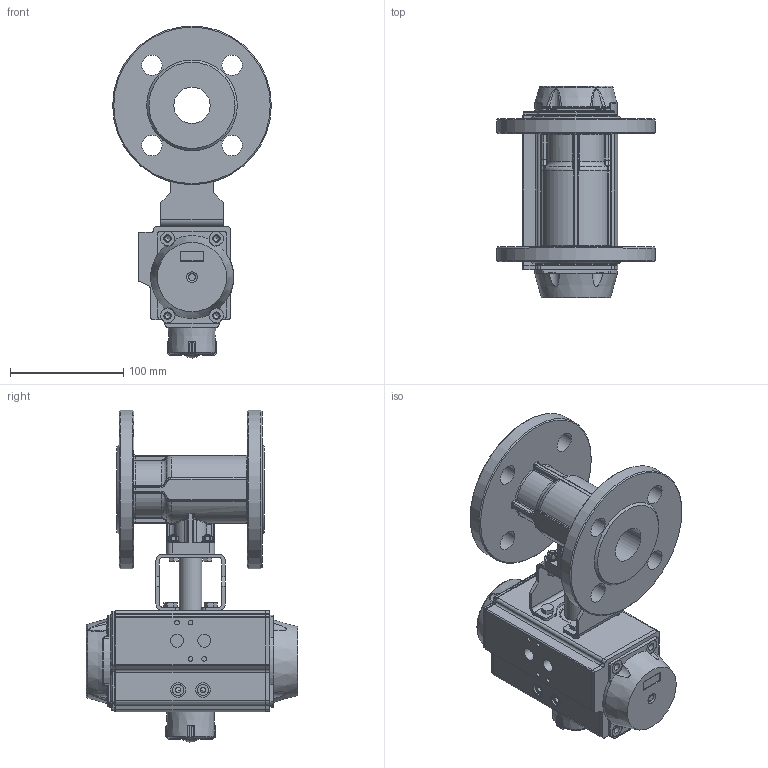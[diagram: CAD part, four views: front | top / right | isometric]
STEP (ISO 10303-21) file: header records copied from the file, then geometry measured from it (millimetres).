
FILE_DESCRIPTION(/* description */ ('Unknown'),/* implementation_level */ '2;1');
FILE_NAME(/* name */ 'PD030909-07',/* time_stamp */ '2025-02-06T09:21:57+01:00',/* author */ ('Unknown'),/* organization */ ('Unknown'),/* preprocessor_version */ 'ST-DEVELOPER v19.4',/* originating_system */ 'Solid Edge',/* authorisation */ 'Unknown');
FILE_SCHEMA (('AUTOMOTIVE_DESIGN {1 0 10303 214 3 1 1}'));
Products named in the file (18): PD030909-07; 49899006_Brücke F05-F04 Höhe 50; 4.150_160.032; 49860203_Spindeladapter Edelstahl_SW14x14x15_Tasche 9x9x12_BL 66_ø20; DIN558 M5x20; PD03_PE02; vt65-2016-06-25; Optische Anzeige; ______; ________(___________; cup head nib bolts with large head gb_GB_FASTENER_BOLT_CHNBW M6X25-N; ____65______ ______; VT65_____________MIR; zhou65; VTE65____; DIN558_M_6x16.1.3; DIN125-5_3.1.3; DIN934_M5
Assembly tree (33 placements, depth 4):
  PD030909-07
    49899006_Brücke F05-F04 Höhe 50
    4.150_160.032
    49860203_Spindeladapter Edelstahl_SW14x14x15_Tasche 9x9x12_BL 66_ø20
    DIN558 M5x20  x4
    PD03_PE02
      vt65-2016-06-25
      Optische Anzeige
        ______
        ________(___________  x4
        cup head nib bolts with large head gb_GB_FASTENER_BOLT_CHNBW M6X25-N
      ____65______ ______  x2
      VT65_____________MIR
      zhou65
      VTE65____
    DIN558_M_6x16.1.3  x4
    DIN125-5_3.1.3  x4
    DIN934_M5  x4
Bounding box: 140 x 186.5 x 292.81 mm (x, y, z)
Volume: 1313352 mm3; surface area: 342101 mm2
Topology: 31 solids, 31 shells, 2778 faces, 6954 edges, 4317 vertices
Faces by surface type: plane 945, cylinder 861, bspline 477, torus 301, cone 141, sphere 53
Full cylindrical faces by diameter (mm): 3 x16, 3.3 x8, 4.134 x14, 4.66 x1, 4.917 x15, 5 x5, 5.3 x4, 5.5 x4, 6 x9, 6.2 x1, 6.5 x4, 6.647 x4, 7 x4, 10 x12, 11 x1, 11.4 x1, 11.445 x2, 12 x1, 12.5 x2, 12.9 x1, 13 x2, 14 x5, 15 x1, 16.2 x18, 17 x2, 18 x8, 20 x3, 22.5 x1, 24.2 x1, 24.4 x1
Entity records: 75985 total; most frequent: CARTESIAN_POINT 27401, ORIENTED_EDGE 9734, DIRECTION 8780, EDGE_CURVE 4867, AXIS2_PLACEMENT_3D 3418, VERTEX_POINT 3211, FACE_BOUND 2566, EDGE_LOOP 2542
